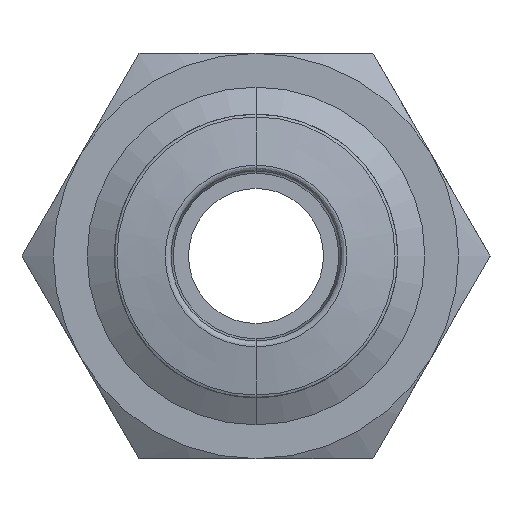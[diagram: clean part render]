
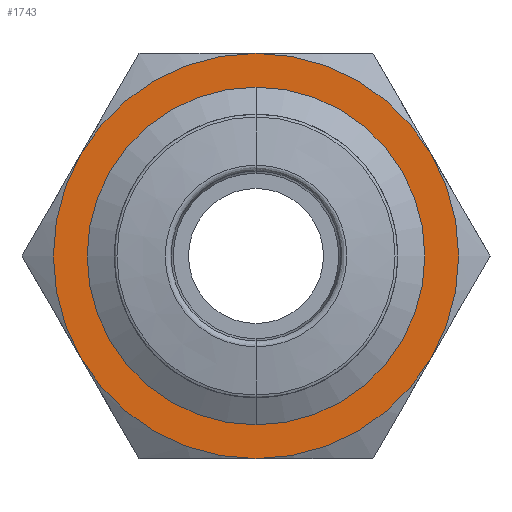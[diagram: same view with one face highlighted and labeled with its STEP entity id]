
A CAD part, front view. The second image highlights one B-rep face of the part: STEP entity #1743.
In plain terms, the highlighted planar face has unit normal (0, -1, 0).
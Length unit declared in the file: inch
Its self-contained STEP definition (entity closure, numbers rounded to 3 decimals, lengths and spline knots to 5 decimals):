
#45 = VERTEX_POINT ( 'NONE', #105 ) ;
#105 = CARTESIAN_POINT ( 'NONE',  ( 0., -0.25591, -0.3937 ) ) ;
#245 = DIRECTION ( 'NONE',  ( 0., -1., 0. ) ) ;
#262 = CARTESIAN_POINT ( 'NONE',  ( 0., -0.25591, 0. ) ) ;
#286 = VERTEX_POINT ( 'NONE', #428 ) ;
#401 = CARTESIAN_POINT ( 'NONE',  ( 0., -0.25591, 0. ) ) ;
#428 = CARTESIAN_POINT ( 'NONE',  ( 0., -0.25591, -0.47244 ) ) ;
#475 = DIRECTION ( 'NONE',  ( 0., -1., 0. ) ) ;
#566 = ORIENTED_EDGE ( 'NONE', *, *, #2324, .T. ) ;
#602 = AXIS2_PLACEMENT_3D ( 'NONE', #4222, #2057, #4603 ) ;
#620 = EDGE_LOOP ( 'NONE', ( #4213, #3784 ) ) ;
#644 = VERTEX_POINT ( 'NONE', #3616 ) ;
#646 = DIRECTION ( 'NONE',  ( 0., 0., 1. ) ) ;
#740 = ORIENTED_EDGE ( 'NONE', *, *, #4518, .T. ) ;
#758 = CARTESIAN_POINT ( 'NONE',  ( 0., -0.25591, 0. ) ) ;
#797 = DIRECTION ( 'NONE',  ( 0., 0., 1. ) ) ;
#1039 = CARTESIAN_POINT ( 'NONE',  ( 0., -0.25591, 0. ) ) ;
#1050 = AXIS2_PLACEMENT_3D ( 'NONE', #2433, #245, #2812 ) ;
#1082 = CIRCLE ( 'NONE', #4016, 0.47244 ) ;
#1128 = DIRECTION ( 'NONE',  ( 0., 0., 1. ) ) ;
#1130 = FACE_OUTER_BOUND ( 'NONE', #1971, .T. ) ;
#1146 = AXIS2_PLACEMENT_3D ( 'NONE', #1179, #3724, #1546 ) ;
#1158 = CARTESIAN_POINT ( 'NONE',  ( 0., -0.25591, 0. ) ) ;
#1179 = CARTESIAN_POINT ( 'NONE',  ( -0.43307, -0.25591, 0. ) ) ;
#1244 = EDGE_CURVE ( 'NONE', #286, #3674, #2772, .T. ) ;
#1262 = CARTESIAN_POINT ( 'NONE',  ( 0., -0.25591, 0.47244 ) ) ;
#1283 = ORIENTED_EDGE ( 'NONE', *, *, #1244, .T. ) ;
#1411 = DIRECTION ( 'NONE',  ( 0., 0., 1. ) ) ;
#1449 = EDGE_CURVE ( 'NONE', #3674, #3837, #2766, .T. ) ;
#1520 = DIRECTION ( 'NONE',  ( 0., 0., 1. ) ) ;
#1546 = DIRECTION ( 'NONE',  ( 0., 0., -1. ) ) ;
#1716 = VERTEX_POINT ( 'NONE', #4426 ) ;
#1743 = ADVANCED_FACE ( 'NONE', ( #1804, #1130 ), #2584, .T. ) ;
#1744 = CIRCLE ( 'NONE', #1050, 0.3937 ) ;
#1804 = FACE_BOUND ( 'NONE', #620, .T. ) ;
#1971 = EDGE_LOOP ( 'NONE', ( #3531, #566, #740, #3084, #1283, #4452 ) ) ;
#2057 = DIRECTION ( 'NONE',  ( 0., -1., 0. ) ) ;
#2122 = CIRCLE ( 'NONE', #4612, 0.47244 ) ;
#2147 = AXIS2_PLACEMENT_3D ( 'NONE', #1039, #3566, #1411 ) ;
#2168 = EDGE_CURVE ( 'NONE', #45, #644, #1744, .T. ) ;
#2308 = EDGE_CURVE ( 'NONE', #2981, #286, #3523, .T. ) ;
#2324 = EDGE_CURVE ( 'NONE', #3942, #1716, #2122, .T. ) ;
#2433 = CARTESIAN_POINT ( 'NONE',  ( 0., -0.25591, 0. ) ) ;
#2523 = AXIS2_PLACEMENT_3D ( 'NONE', #1158, #3694, #1520 ) ;
#2584 = PLANE ( 'NONE',  #1146 ) ;
#2647 = CARTESIAN_POINT ( 'NONE',  ( 0.40915, -0.25591, 0.23622 ) ) ;
#2662 = AXIS2_PLACEMENT_3D ( 'NONE', #758, #3293, #1128 ) ;
#2683 = CARTESIAN_POINT ( 'NONE',  ( 0., -0.25591, 0. ) ) ;
#2766 = CIRCLE ( 'NONE', #2523, 0.47244 ) ;
#2772 = CIRCLE ( 'NONE', #2147, 0.47244 ) ;
#2812 = DIRECTION ( 'NONE',  ( 0., 0., 1. ) ) ;
#2826 = DIRECTION ( 'NONE',  ( 0., -1., 0. ) ) ;
#2966 = DIRECTION ( 'NONE',  ( 0., -1., 0. ) ) ;
#2981 = VERTEX_POINT ( 'NONE', #4367 ) ;
#3036 = DIRECTION ( 'NONE',  ( 0., 0., 1. ) ) ;
#3084 = ORIENTED_EDGE ( 'NONE', *, *, #2308, .T. ) ;
#3094 = CIRCLE ( 'NONE', #602, 0.47244 ) ;
#3230 = CARTESIAN_POINT ( 'NONE',  ( 0.40915, -0.25591, -0.23622 ) ) ;
#3293 = DIRECTION ( 'NONE',  ( 0., -1., 0. ) ) ;
#3523 = CIRCLE ( 'NONE', #2662, 0.47244 ) ;
#3531 = ORIENTED_EDGE ( 'NONE', *, *, #4117, .T. ) ;
#3566 = DIRECTION ( 'NONE',  ( 0., -1., 0. ) ) ;
#3616 = CARTESIAN_POINT ( 'NONE',  ( 0., -0.25591, 0.3937 ) ) ;
#3674 = VERTEX_POINT ( 'NONE', #3230 ) ;
#3694 = DIRECTION ( 'NONE',  ( 0., -1., 0. ) ) ;
#3724 = DIRECTION ( 'NONE',  ( 0., -1., 0. ) ) ;
#3784 = ORIENTED_EDGE ( 'NONE', *, *, #2168, .F. ) ;
#3837 = VERTEX_POINT ( 'NONE', #2647 ) ;
#3917 = EDGE_CURVE ( 'NONE', #644, #45, #3927, .T. ) ;
#3927 = CIRCLE ( 'NONE', #4678, 0.3937 ) ;
#3942 = VERTEX_POINT ( 'NONE', #1262 ) ;
#4016 = AXIS2_PLACEMENT_3D ( 'NONE', #262, #2826, #646 ) ;
#4117 = EDGE_CURVE ( 'NONE', #3837, #3942, #1082, .T. ) ;
#4213 = ORIENTED_EDGE ( 'NONE', *, *, #3917, .F. ) ;
#4222 = CARTESIAN_POINT ( 'NONE',  ( 0., -0.25591, 0. ) ) ;
#4367 = CARTESIAN_POINT ( 'NONE',  ( -0.40915, -0.25591, -0.23622 ) ) ;
#4426 = CARTESIAN_POINT ( 'NONE',  ( -0.40915, -0.25591, 0.23622 ) ) ;
#4452 = ORIENTED_EDGE ( 'NONE', *, *, #1449, .T. ) ;
#4518 = EDGE_CURVE ( 'NONE', #1716, #2981, #3094, .T. ) ;
#4603 = DIRECTION ( 'NONE',  ( 0., 0., 1. ) ) ;
#4612 = AXIS2_PLACEMENT_3D ( 'NONE', #401, #2966, #797 ) ;
#4678 = AXIS2_PLACEMENT_3D ( 'NONE', #2683, #475, #3036 ) ;
